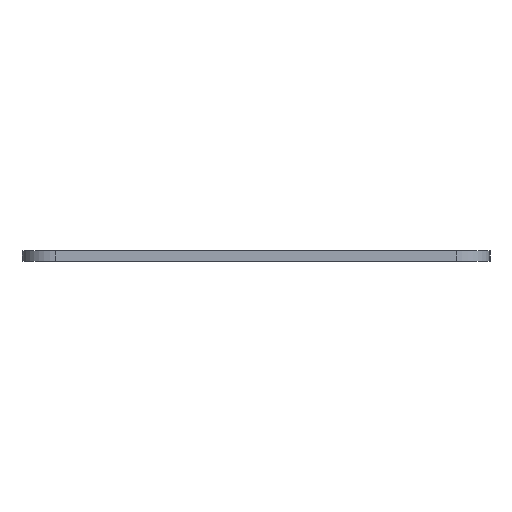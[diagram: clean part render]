
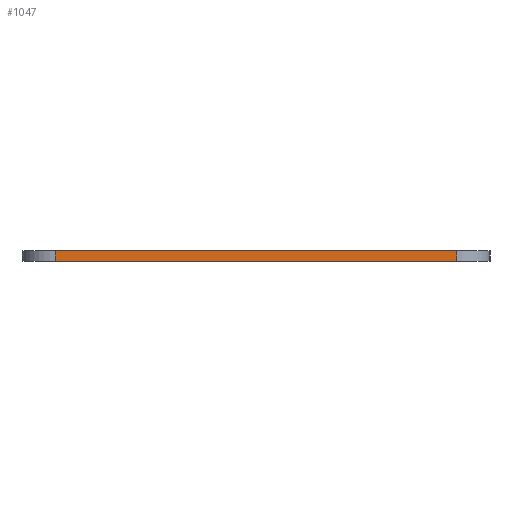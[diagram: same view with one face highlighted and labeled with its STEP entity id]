
A CAD part, left-side view. The second image highlights one B-rep face of the part: STEP entity #1047.
In plain terms, the highlighted planar face has unit normal (-1, 0, 0).
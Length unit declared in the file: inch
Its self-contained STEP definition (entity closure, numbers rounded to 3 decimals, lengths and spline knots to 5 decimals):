
#4 = CARTESIAN_POINT ( 'NONE',  ( -9.5, -1.5, -0.075 ) ) ;
#20 = CARTESIAN_POINT ( 'NONE',  ( -9.5, -1.5, -0.07737 ) ) ;
#38 = EDGE_CURVE ( 'NONE', #1100, #487, #464, .T. ) ;
#124 = CARTESIAN_POINT ( 'NONE',  ( -9.5, 0., -0.0375 ) ) ;
#134 = DIRECTION ( 'NONE',  ( 0., 0., 1. ) ) ;
#167 = CARTESIAN_POINT ( 'NONE',  ( -9.5, 1.5, 0. ) ) ;
#222 = FACE_OUTER_BOUND ( 'NONE', #909, .T. ) ;
#260 = AXIS2_PLACEMENT_3D ( 'NONE', #124, #974, #134 ) ;
#266 = LINE ( 'NONE', #724, #639 ) ;
#311 = CARTESIAN_POINT ( 'NONE',  ( -9.5, 1.5, -0.075 ) ) ;
#335 = VECTOR ( 'NONE', #1128, 39.37008 ) ;
#339 = EDGE_CURVE ( 'NONE', #1100, #826, #266, .T. ) ;
#436 = VERTEX_POINT ( 'NONE', #4 ) ;
#464 = LINE ( 'NONE', #950, #1141 ) ;
#487 = VERTEX_POINT ( 'NONE', #311 ) ;
#588 = CARTESIAN_POINT ( 'NONE',  ( -9.5, -1.5, 0. ) ) ;
#598 = DIRECTION ( 'NONE',  ( 0., 0., -1. ) ) ;
#639 = VECTOR ( 'NONE', #1028, 39.37008 ) ;
#672 = CARTESIAN_POINT ( 'NONE',  ( -9.5, 0., -0.075 ) ) ;
#724 = CARTESIAN_POINT ( 'NONE',  ( -9.5, 0., 0. ) ) ;
#772 = LINE ( 'NONE', #20, #1126 ) ;
#819 = ORIENTED_EDGE ( 'NONE', *, *, #38, .T. ) ;
#826 = VERTEX_POINT ( 'NONE', #588 ) ;
#901 = EDGE_CURVE ( 'NONE', #487, #436, #1139, .T. ) ;
#909 = EDGE_LOOP ( 'NONE', ( #912, #952, #1127, #819 ) ) ;
#912 = ORIENTED_EDGE ( 'NONE', *, *, #901, .T. ) ;
#940 = EDGE_CURVE ( 'NONE', #826, #436, #772, .T. ) ;
#950 = CARTESIAN_POINT ( 'NONE',  ( -9.5, 1.5, -0.0375 ) ) ;
#952 = ORIENTED_EDGE ( 'NONE', *, *, #940, .F. ) ;
#969 = PLANE ( 'NONE',  #260 ) ;
#974 = DIRECTION ( 'NONE',  ( -1., 0., 0. ) ) ;
#1028 = DIRECTION ( 'NONE',  ( 0., -1., 0. ) ) ;
#1047 = ADVANCED_FACE ( 'NONE', ( #222 ), #969, .T. ) ;
#1100 = VERTEX_POINT ( 'NONE', #167 ) ;
#1124 = DIRECTION ( 'NONE',  ( 0., 0., -1. ) ) ;
#1126 = VECTOR ( 'NONE', #598, 39.37008 ) ;
#1127 = ORIENTED_EDGE ( 'NONE', *, *, #339, .F. ) ;
#1128 = DIRECTION ( 'NONE',  ( 0., -1., 0. ) ) ;
#1139 = LINE ( 'NONE', #672, #335 ) ;
#1141 = VECTOR ( 'NONE', #1124, 39.37008 ) ;
